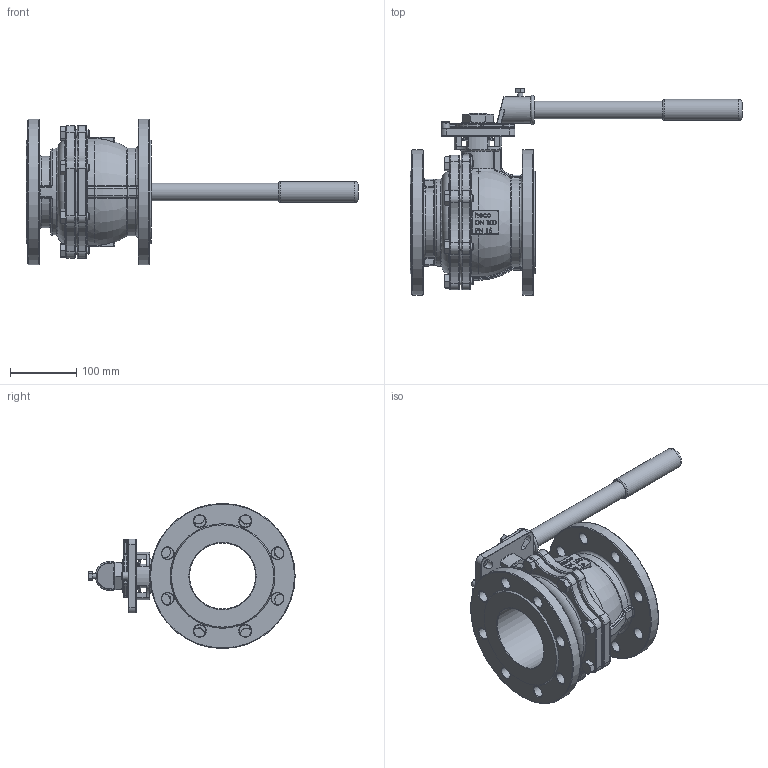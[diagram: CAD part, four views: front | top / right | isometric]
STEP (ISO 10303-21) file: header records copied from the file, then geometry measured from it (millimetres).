
FILE_DESCRIPTION (( 'STEP AP214' ), '1' );
FILE_NAME ('FK-400-000-4 Flanschkugelhahn 1712.STEP', '2019-07-23T08:37:18', ( '' ), ( '' ), 'SwSTEP 2.0', 'SolidWorks 2016', '' );
FILE_SCHEMA (( 'AUTOMOTIVE_DESIGN' ));
Length unit declared in the file: millimetre
Products named in the file (1): FK-400-000-4 Flanschkugelhahn 1712
Bounding box: 503 x 312.54 x 220 mm (x, y, z)
Volume: 3330100 mm3; surface area: 426106 mm2
Topology: 1 solids, 2 shells, 1353 faces, 3333 edges, 2043 vertices
Faces by surface type: plane 429, bspline 284, cylinder 283, torus 208, cone 126, sphere 23
Full cylindrical faces by diameter (mm): 8 x1, 11.11 x16, 11.99 x1, 13 x1, 18 x16, 27 x1, 28 x1, 32 x1, 36 x2, 40 x1, 50 x2, 58 x1, 65 x1, 100 x1, 132 x1, 165 x1, 220 x2
Entity records: 58003 total; most frequent: CARTESIAN_POINT 25084, ORIENTED_EDGE 6240, DIRECTION 5595, EDGE_CURVE 3120, AXIS2_PLACEMENT_3D 2162, VERTEX_POINT 1972, EDGE_LOOP 1622, FACE_OUTER_BOUND 1434
